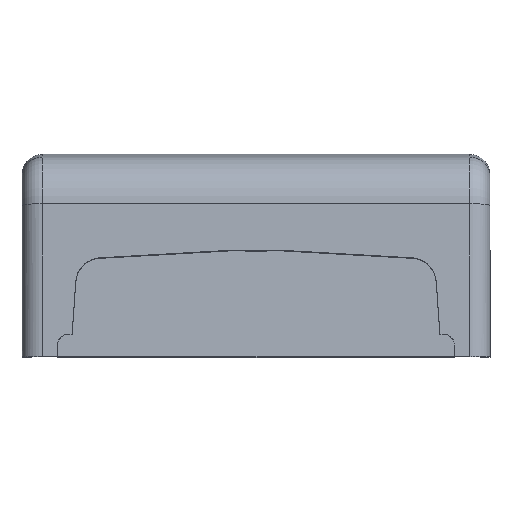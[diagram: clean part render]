
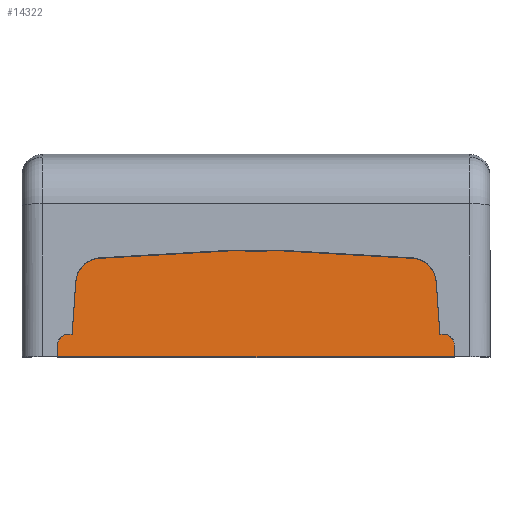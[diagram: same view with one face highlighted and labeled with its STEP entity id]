
A CAD part, top view. The second image highlights one B-rep face of the part: STEP entity #14322.
In plain terms, the highlighted face is planar.
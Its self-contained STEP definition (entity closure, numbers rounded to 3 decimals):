
#93 = CIRCLE ( 'NONE', #12997, 5. ) ;
#99 = DIRECTION ( 'NONE',  ( 1., 0., 0. ) ) ;
#196 = EDGE_CURVE ( 'NONE', #4973, #8241, #2989, .T. ) ;
#456 = DIRECTION ( 'NONE',  ( 0., 0., -1. ) ) ;
#563 = DIRECTION ( 'NONE',  ( 1., 0., 0. ) ) ;
#798 = CARTESIAN_POINT ( 'NONE',  ( 1.8, 3.44, -49.548 ) ) ;
#919 = EDGE_CURVE ( 'NONE', #8241, #15266, #14746, .T. ) ;
#1124 = LINE ( 'NONE', #2128, #6529 ) ;
#1152 = VECTOR ( 'NONE', #7331, 1000. ) ;
#1288 = VECTOR ( 'NONE', #3151, 1000. ) ;
#1300 = ORIENTED_EDGE ( 'NONE', *, *, #7644, .T. ) ;
#1416 = CARTESIAN_POINT ( 'NONE',  ( 1.8, 7.484, 0. ) ) ;
#1476 = PLANE ( 'NONE',  #3864 ) ;
#1556 = LINE ( 'NONE', #7269, #1152 ) ;
#1577 = ORIENTED_EDGE ( 'NONE', *, *, #4513, .T. ) ;
#1617 = VERTEX_POINT ( 'NONE', #9898 ) ;
#1662 = CARTESIAN_POINT ( 'NONE',  ( 1.8, 7.484, 22.633 ) ) ;
#1716 = ORIENTED_EDGE ( 'NONE', *, *, #11080, .F. ) ;
#1959 = ORIENTED_EDGE ( 'NONE', *, *, #14819, .T. ) ;
#1998 = CARTESIAN_POINT ( 'NONE',  ( 1.8, 17.738, 21.921 ) ) ;
#2113 = DIRECTION ( 'NONE',  ( 0., 0.998, 0.069 ) ) ;
#2128 = CARTESIAN_POINT ( 'NONE',  ( 1.8, 0., -52.117 ) ) ;
#2438 = DIRECTION ( 'NONE',  ( 0., -0.057, 0.998 ) ) ;
#2754 = DIRECTION ( 'NONE',  ( 1., 0., 0. ) ) ;
#2989 = CIRCLE ( 'NONE', #14310, 143.442 ) ;
#3068 = DIRECTION ( 'NONE',  ( 1., 0., 0. ) ) ;
#3151 = DIRECTION ( 'NONE',  ( 0., 0., -1. ) ) ;
#3393 = DIRECTION ( 'NONE',  ( 0., 1., 0. ) ) ;
#3462 = LINE ( 'NONE', #10600, #1288 ) ;
#3832 = EDGE_CURVE ( 'NONE', #5536, #4973, #13560, .T. ) ;
#3864 = AXIS2_PLACEMENT_3D ( 'NONE', #6378, #2754, #11539 ) ;
#4003 = ORIENTED_EDGE ( 'NONE', *, *, #6952, .T. ) ;
#4091 = CARTESIAN_POINT ( 'NONE',  ( 1.8, 24.823, -1.427 ) ) ;
#4434 = ORIENTED_EDGE ( 'NONE', *, *, #3832, .T. ) ;
#4513 = EDGE_CURVE ( 'NONE', #8164, #7627, #5494, .T. ) ;
#4747 = CARTESIAN_POINT ( 'NONE',  ( 1.8, 0., 25.483 ) ) ;
#4949 = CARTESIAN_POINT ( 'NONE',  ( 1.8, 23.297, 1.34 ) ) ;
#4973 = VERTEX_POINT ( 'NONE', #8376 ) ;
#5005 = EDGE_CURVE ( 'NONE', #15550, #5536, #14565, .T. ) ;
#5103 = VECTOR ( 'NONE', #15535, 1000. ) ;
#5494 = LINE ( 'NONE', #1416, #5103 ) ;
#5536 = VERTEX_POINT ( 'NONE', #5729 ) ;
#5729 = CARTESIAN_POINT ( 'NONE',  ( 1.8, 22.384, -43.854 ) ) ;
#6147 = VERTEX_POINT ( 'NONE', #1998 ) ;
#6378 = CARTESIAN_POINT ( 'NONE',  ( 1.8, 0., 0. ) ) ;
#6529 = VECTOR ( 'NONE', #3393, 1000. ) ;
#6710 = CARTESIAN_POINT ( 'NONE',  ( 1.8, 7.484, -49.917 ) ) ;
#6900 = CARTESIAN_POINT ( 'NONE',  ( 1.8, 17.738, -48.555 ) ) ;
#6952 = EDGE_CURVE ( 'NONE', #15266, #6147, #93, .T. ) ;
#7237 = CARTESIAN_POINT ( 'NONE',  ( 1.8, 17.392, -43.567 ) ) ;
#7269 = CARTESIAN_POINT ( 'NONE',  ( 1.8, 1.6, 23.041 ) ) ;
#7331 = DIRECTION ( 'NONE',  ( 0., -0.998, 0.069 ) ) ;
#7372 = CARTESIAN_POINT ( 'NONE',  ( 1.8, 5.284, -52.117 ) ) ;
#7488 = ORIENTED_EDGE ( 'NONE', *, *, #15933, .T. ) ;
#7550 = VERTEX_POINT ( 'NONE', #1662 ) ;
#7577 = CARTESIAN_POINT ( 'NONE',  ( 1.8, 5.284, 23.283 ) ) ;
#7627 = VERTEX_POINT ( 'NONE', #13154 ) ;
#7644 = EDGE_CURVE ( 'NONE', #14599, #8164, #10724, .T. ) ;
#7865 = ORIENTED_EDGE ( 'NONE', *, *, #14203, .T. ) ;
#7914 = DIRECTION ( 'NONE',  ( -1., 0., 0. ) ) ;
#7983 = VERTEX_POINT ( 'NONE', #8953 ) ;
#8007 = CARTESIAN_POINT ( 'NONE',  ( 1.8, 5.284, -49.917 ) ) ;
#8164 = VERTEX_POINT ( 'NONE', #6710 ) ;
#8241 = VERTEX_POINT ( 'NONE', #15989 ) ;
#8376 = CARTESIAN_POINT ( 'NONE',  ( 1.8, 23.88, -17.832 ) ) ;
#8440 = ORIENTED_EDGE ( 'NONE', *, *, #5005, .T. ) ;
#8474 = DIRECTION ( 'NONE',  ( 0., 0., -1. ) ) ;
#8805 = DIRECTION ( 'NONE',  ( 0., 0., -1. ) ) ;
#8953 = CARTESIAN_POINT ( 'NONE',  ( 1.8, 3.084, -52.117 ) ) ;
#9035 = ORIENTED_EDGE ( 'NONE', *, *, #9173, .T. ) ;
#9173 = EDGE_CURVE ( 'NONE', #12176, #7983, #3462, .T. ) ;
#9251 = DIRECTION ( 'NONE',  ( 0., 0., -1. ) ) ;
#9496 = EDGE_LOOP ( 'NONE', ( #7488, #1300, #1577, #10728, #8440, #4434, #9871, #14691, #4003, #7865, #1716, #1959, #11250, #9035 ) ) ;
#9602 = VECTOR ( 'NONE', #12688, 1000. ) ;
#9871 = ORIENTED_EDGE ( 'NONE', *, *, #196, .T. ) ;
#9898 = CARTESIAN_POINT ( 'NONE',  ( 1.8, 7.484, 23.283 ) ) ;
#9976 = VECTOR ( 'NONE', #14295, 1000. ) ;
#10297 = VECTOR ( 'NONE', #13689, 1000. ) ;
#10513 = CARTESIAN_POINT ( 'NONE',  ( 1.8, 17.392, 16.933 ) ) ;
#10600 = CARTESIAN_POINT ( 'NONE',  ( 1.8, 3.084, 0. ) ) ;
#10724 = CIRCLE ( 'NONE', #16569, 2.2 ) ;
#10728 = ORIENTED_EDGE ( 'NONE', *, *, #14060, .T. ) ;
#11080 = EDGE_CURVE ( 'NONE', #1617, #7550, #16729, .T. ) ;
#11164 = VECTOR ( 'NONE', #2438, 1000. ) ;
#11250 = ORIENTED_EDGE ( 'NONE', *, *, #14684, .T. ) ;
#11282 = AXIS2_PLACEMENT_3D ( 'NONE', #7237, #16464, #8474 ) ;
#11293 = AXIS2_PLACEMENT_3D ( 'NONE', #7577, #99, #8805 ) ;
#11539 = DIRECTION ( 'NONE',  ( 0., 0., -1. ) ) ;
#11874 = DIRECTION ( 'NONE',  ( 0., 0., -1. ) ) ;
#12176 = VERTEX_POINT ( 'NONE', #15501 ) ;
#12688 = DIRECTION ( 'NONE',  ( 0., 0., -1. ) ) ;
#12858 = VECTOR ( 'NONE', #2113, 1000. ) ;
#12978 = VERTEX_POINT ( 'NONE', #15807 ) ;
#12997 = AXIS2_PLACEMENT_3D ( 'NONE', #10513, #3068, #11874 ) ;
#13062 = FACE_OUTER_BOUND ( 'NONE', #9496, .T. ) ;
#13154 = CARTESIAN_POINT ( 'NONE',  ( 1.8, 7.484, -49.267 ) ) ;
#13560 = LINE ( 'NONE', #4091, #9976 ) ;
#13689 = DIRECTION ( 'NONE',  ( 0., -1., 0. ) ) ;
#14060 = EDGE_CURVE ( 'NONE', #7627, #15550, #16397, .T. ) ;
#14066 = CIRCLE ( 'NONE', #11293, 2.2 ) ;
#14118 = CARTESIAN_POINT ( 'NONE',  ( 1.8, 22.384, 17.22 ) ) ;
#14203 = EDGE_CURVE ( 'NONE', #6147, #7550, #1556, .T. ) ;
#14295 = DIRECTION ( 'NONE',  ( 0., 0.057, 0.998 ) ) ;
#14310 = AXIS2_PLACEMENT_3D ( 'NONE', #15837, #7914, #456 ) ;
#14322 = ADVANCED_FACE ( 'NONE', ( #13062 ), #1476, .T. ) ;
#14565 = CIRCLE ( 'NONE', #11282, 5. ) ;
#14599 = VERTEX_POINT ( 'NONE', #7372 ) ;
#14684 = EDGE_CURVE ( 'NONE', #12978, #12176, #14705, .T. ) ;
#14691 = ORIENTED_EDGE ( 'NONE', *, *, #919, .T. ) ;
#14705 = LINE ( 'NONE', #4747, #10297 ) ;
#14746 = LINE ( 'NONE', #4949, #11164 ) ;
#14819 = EDGE_CURVE ( 'NONE', #1617, #12978, #14066, .T. ) ;
#15266 = VERTEX_POINT ( 'NONE', #14118 ) ;
#15501 = CARTESIAN_POINT ( 'NONE',  ( 1.8, 3.084, 25.483 ) ) ;
#15535 = DIRECTION ( 'NONE',  ( 0., 0., 1. ) ) ;
#15550 = VERTEX_POINT ( 'NONE', #6900 ) ;
#15807 = CARTESIAN_POINT ( 'NONE',  ( 1.8, 5.284, 25.483 ) ) ;
#15837 = CARTESIAN_POINT ( 'NONE',  ( 1.8, 167.251, -13.317 ) ) ;
#15933 = EDGE_CURVE ( 'NONE', #7983, #14599, #1124, .T. ) ;
#15989 = CARTESIAN_POINT ( 'NONE',  ( 1.8, 23.88, -8.802 ) ) ;
#16397 = LINE ( 'NONE', #798, #12858 ) ;
#16464 = DIRECTION ( 'NONE',  ( 1., 0., 0. ) ) ;
#16569 = AXIS2_PLACEMENT_3D ( 'NONE', #8007, #563, #9251 ) ;
#16658 = CARTESIAN_POINT ( 'NONE',  ( 1.8, 7.484, 0. ) ) ;
#16729 = LINE ( 'NONE', #16658, #9602 ) ;
